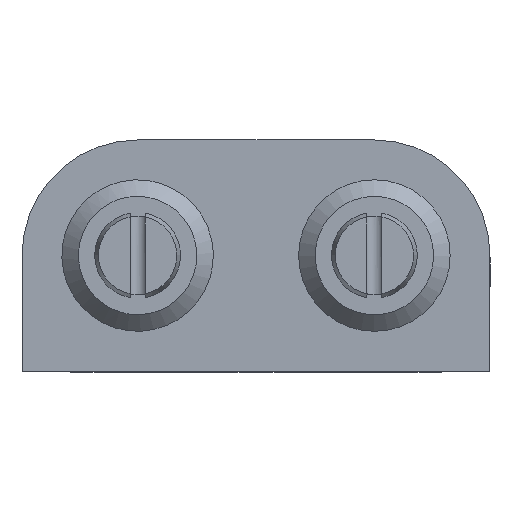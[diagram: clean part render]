
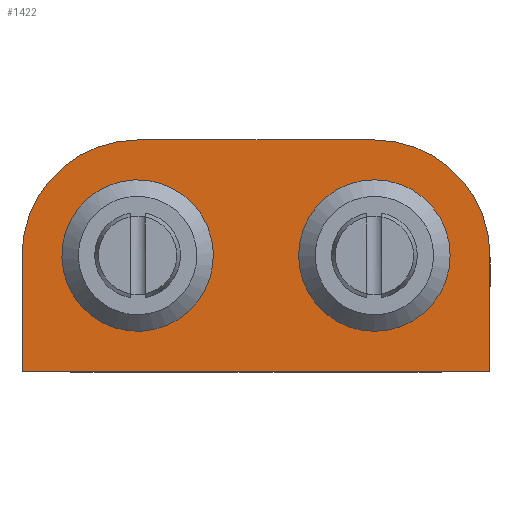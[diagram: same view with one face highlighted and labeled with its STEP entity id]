
A CAD part, top view. The second image highlights one B-rep face of the part: STEP entity #1422.
In plain terms, the highlighted planar face has unit normal (0, 0, 1).
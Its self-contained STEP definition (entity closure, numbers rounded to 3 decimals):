
#197=CARTESIAN_POINT('',(18.9,-6.225,0.0));
#198=VERTEX_POINT('',#197);
#205=CARTESIAN_POINT('',(-6.2,-6.225,0.0));
#206=VERTEX_POINT('',#205);
#207=CARTESIAN_POINT('',(18.9,-6.225,0.0));
#208=DIRECTION('',(-1.0,0.0,0.0));
#209=VECTOR('',#208,25.1);
#210=LINE('',#207,#209);
#211=EDGE_CURVE('',#198,#206,#210,.T.);
#1259=CARTESIAN_POINT('',(18.9,0.,0.0));
#1260=VERTEX_POINT('',#1259);
#1267=CARTESIAN_POINT('',(18.9,0.,0.0));
#1268=DIRECTION('',(0.0,-1.0,0.0));
#1269=VECTOR('',#1268,6.225);
#1270=LINE('',#1267,#1269);
#1271=EDGE_CURVE('',#1260,#198,#1270,.T.);
#1359=CARTESIAN_POINT('',(6.35,-0.588,0.0));
#1360=DIRECTION('',(0.0,0.0,1.0));
#1361=DIRECTION('',(1.0,0.0,0.0));
#1362=AXIS2_PLACEMENT_3D('',#1359,#1360,#1361);
#1363=PLANE('',#1362);
#1364=CARTESIAN_POINT('',(-6.2,0.,0.0));
#1365=VERTEX_POINT('',#1364);
#1366=CARTESIAN_POINT('',(-6.2,-6.225,0.0));
#1367=DIRECTION('',(0.0,1.0,0.0));
#1368=VECTOR('',#1367,6.225);
#1369=LINE('',#1366,#1368);
#1370=EDGE_CURVE('',#206,#1365,#1369,.T.);
#1371=ORIENTED_EDGE('',*,*,#1370,.F.);
#1372=ORIENTED_EDGE('',*,*,#211,.F.);
#1373=ORIENTED_EDGE('',*,*,#1271,.F.);
#1374=CARTESIAN_POINT('',(12.7,6.2,0.0));
#1375=VERTEX_POINT('',#1374);
#1376=CARTESIAN_POINT('',(12.7,0.,0.0));
#1377=DIRECTION('',(0.0,0.0,-1.0));
#1378=DIRECTION('',(-1.0,0.0,0.0));
#1379=AXIS2_PLACEMENT_3D('',#1376,#1377,#1378);
#1380=CIRCLE('',#1379,6.2);
#1381=EDGE_CURVE('',#1375,#1260,#1380,.T.);
#1382=ORIENTED_EDGE('',*,*,#1381,.F.);
#1383=CARTESIAN_POINT('',(0.,6.2,0.0));
#1384=VERTEX_POINT('',#1383);
#1385=CARTESIAN_POINT('',(0.0,6.2,0.0));
#1386=DIRECTION('',(1.0,0.0,0.0));
#1387=VECTOR('',#1386,12.7);
#1388=LINE('',#1385,#1387);
#1389=EDGE_CURVE('',#1384,#1375,#1388,.T.);
#1390=ORIENTED_EDGE('',*,*,#1389,.F.);
#1391=CARTESIAN_POINT('',(0.,0.,0.0));
#1392=DIRECTION('',(0.0,0.0,-1.0));
#1393=DIRECTION('',(0.0,-1.0,0.0));
#1394=AXIS2_PLACEMENT_3D('',#1391,#1392,#1393);
#1395=CIRCLE('',#1394,6.2);
#1396=EDGE_CURVE('',#1365,#1384,#1395,.T.);
#1397=ORIENTED_EDGE('',*,*,#1396,.F.);
#1398=EDGE_LOOP('',(#1371,#1372,#1373,#1382,#1390,#1397));
#1399=FACE_OUTER_BOUND('',#1398,.T.);
#1400=CARTESIAN_POINT('',(12.7,4.064,0.0));
#1401=VERTEX_POINT('',#1400);
#1402=CARTESIAN_POINT('',(12.7,0.0,0.0));
#1403=DIRECTION('',(0.0,0.0,1.0));
#1404=DIRECTION('',(0.0,-1.0,0.0));
#1405=AXIS2_PLACEMENT_3D('',#1402,#1403,#1404);
#1406=CIRCLE('',#1405,4.064);
#1407=EDGE_CURVE('',#1401,#1401,#1406,.T.);
#1408=ORIENTED_EDGE('',*,*,#1407,.F.);
#1409=EDGE_LOOP('',(#1408));
#1410=FACE_BOUND('',#1409,.T.);
#1411=CARTESIAN_POINT('',(-3.433,-2.175,0.));
#1412=VERTEX_POINT('',#1411);
#1413=CARTESIAN_POINT('',(0.0,0.0,0.0));
#1414=DIRECTION('',(0.0,0.0,1.0));
#1415=DIRECTION('',(0.0,-1.0,0.0));
#1416=AXIS2_PLACEMENT_3D('',#1413,#1414,#1415);
#1417=CIRCLE('',#1416,4.064);
#1418=EDGE_CURVE('',#1412,#1412,#1417,.T.);
#1419=ORIENTED_EDGE('',*,*,#1418,.F.);
#1420=EDGE_LOOP('',(#1419));
#1421=FACE_BOUND('',#1420,.T.);
#1422=ADVANCED_FACE('',(#1399,#1410,#1421),#1363,.T.);
